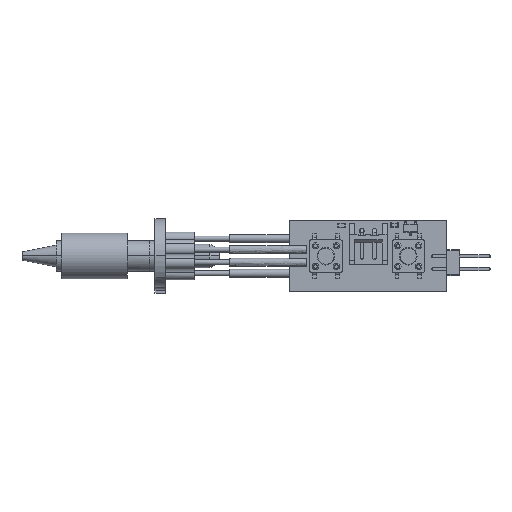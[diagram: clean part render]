
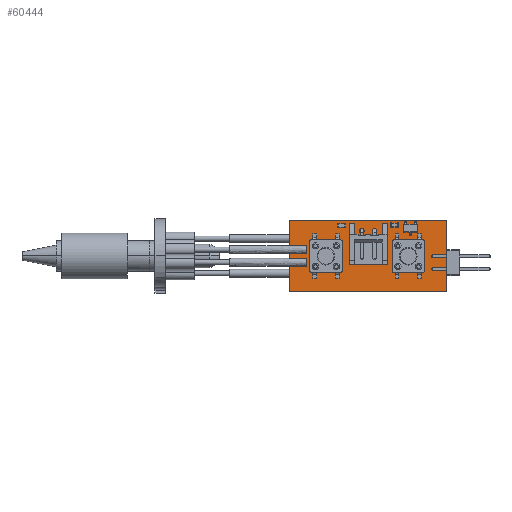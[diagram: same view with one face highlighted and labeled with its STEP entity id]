
A CAD part, top view. The second image highlights one B-rep face of the part: STEP entity #60444.
In plain terms, the highlighted planar face has unit normal (0, 0, 1).
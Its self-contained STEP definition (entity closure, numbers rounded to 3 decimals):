
#60095 = VERTEX_POINT('',#60096);
#60096 = CARTESIAN_POINT('',(0.,0.,1.6));
#60103 = PLANE('',#60104);
#60104 = AXIS2_PLACEMENT_3D('',#60105,#60106,#60107);
#60105 = CARTESIAN_POINT('',(0.,0.,0.));
#60106 = DIRECTION('',(0.,1.,0.));
#60107 = DIRECTION('',(1.,0.,0.));
#60115 = PLANE('',#60116);
#60116 = AXIS2_PLACEMENT_3D('',#60117,#60118,#60119);
#60117 = CARTESIAN_POINT('',(0.,14.1,0.));
#60118 = DIRECTION('',(1.,0.,0.));
#60119 = DIRECTION('',(0.,-1.,0.));
#60127 = EDGE_CURVE('',#60095,#60128,#60130,.T.);
#60128 = VERTEX_POINT('',#60129);
#60129 = CARTESIAN_POINT('',(31.,0.,1.6));
#60130 = SURFACE_CURVE('',#60131,(#60135,#60142),.PCURVE_S1.);
#60131 = LINE('',#60132,#60133);
#60132 = CARTESIAN_POINT('',(0.,0.,1.6));
#60133 = VECTOR('',#60134,1.);
#60134 = DIRECTION('',(1.,0.,0.));
#60135 = PCURVE('',#60103,#60136);
#60136 = DEFINITIONAL_REPRESENTATION('',(#60137),#60141);
#60137 = LINE('',#60138,#60139);
#60138 = CARTESIAN_POINT('',(0.,-1.6));
#60139 = VECTOR('',#60140,1.);
#60140 = DIRECTION('',(1.,0.));
#60141 = ( GEOMETRIC_REPRESENTATION_CONTEXT(2) 
PARAMETRIC_REPRESENTATION_CONTEXT() REPRESENTATION_CONTEXT('2D SPACE',''
  ) );
#60142 = PCURVE('',#60143,#60148);
#60143 = PLANE('',#60144);
#60144 = AXIS2_PLACEMENT_3D('',#60145,#60146,#60147);
#60145 = CARTESIAN_POINT('',(15.5,7.05,1.6));
#60146 = DIRECTION('',(0.,0.,1.));
#60147 = DIRECTION('',(1.,0.,0.));
#60148 = DEFINITIONAL_REPRESENTATION('',(#60149),#60153);
#60149 = LINE('',#60150,#60151);
#60150 = CARTESIAN_POINT('',(-15.5,-7.05));
#60151 = VECTOR('',#60152,1.);
#60152 = DIRECTION('',(1.,0.));
#60153 = ( GEOMETRIC_REPRESENTATION_CONTEXT(2) 
PARAMETRIC_REPRESENTATION_CONTEXT() REPRESENTATION_CONTEXT('2D SPACE',''
  ) );
#60171 = PLANE('',#60172);
#60172 = AXIS2_PLACEMENT_3D('',#60173,#60174,#60175);
#60173 = CARTESIAN_POINT('',(31.,0.,0.));
#60174 = DIRECTION('',(-1.,0.,0.));
#60175 = DIRECTION('',(0.,1.,0.));
#60215 = VERTEX_POINT('',#60216);
#60216 = CARTESIAN_POINT('',(0.,14.1,1.6));
#60230 = PLANE('',#60231);
#60231 = AXIS2_PLACEMENT_3D('',#60232,#60233,#60234);
#60232 = CARTESIAN_POINT('',(31.,14.1,0.));
#60233 = DIRECTION('',(0.,-1.,0.));
#60234 = DIRECTION('',(-1.,0.,0.));
#60242 = EDGE_CURVE('',#60215,#60095,#60243,.T.);
#60243 = SURFACE_CURVE('',#60244,(#60248,#60255),.PCURVE_S1.);
#60244 = LINE('',#60245,#60246);
#60245 = CARTESIAN_POINT('',(0.,14.1,1.6));
#60246 = VECTOR('',#60247,1.);
#60247 = DIRECTION('',(0.,-1.,0.));
#60248 = PCURVE('',#60115,#60249);
#60249 = DEFINITIONAL_REPRESENTATION('',(#60250),#60254);
#60250 = LINE('',#60251,#60252);
#60251 = CARTESIAN_POINT('',(0.,-1.6));
#60252 = VECTOR('',#60253,1.);
#60253 = DIRECTION('',(1.,0.));
#60254 = ( GEOMETRIC_REPRESENTATION_CONTEXT(2) 
PARAMETRIC_REPRESENTATION_CONTEXT() REPRESENTATION_CONTEXT('2D SPACE',''
  ) );
#60255 = PCURVE('',#60143,#60256);
#60256 = DEFINITIONAL_REPRESENTATION('',(#60257),#60261);
#60257 = LINE('',#60258,#60259);
#60258 = CARTESIAN_POINT('',(-15.5,7.05));
#60259 = VECTOR('',#60260,1.);
#60260 = DIRECTION('',(0.,-1.));
#60261 = ( GEOMETRIC_REPRESENTATION_CONTEXT(2) 
PARAMETRIC_REPRESENTATION_CONTEXT() REPRESENTATION_CONTEXT('2D SPACE',''
  ) );
#60289 = EDGE_CURVE('',#60128,#60290,#60292,.T.);
#60290 = VERTEX_POINT('',#60291);
#60291 = CARTESIAN_POINT('',(31.,14.1,1.6));
#60292 = SURFACE_CURVE('',#60293,(#60297,#60304),.PCURVE_S1.);
#60293 = LINE('',#60294,#60295);
#60294 = CARTESIAN_POINT('',(31.,0.,1.6));
#60295 = VECTOR('',#60296,1.);
#60296 = DIRECTION('',(0.,1.,0.));
#60297 = PCURVE('',#60171,#60298);
#60298 = DEFINITIONAL_REPRESENTATION('',(#60299),#60303);
#60299 = LINE('',#60300,#60301);
#60300 = CARTESIAN_POINT('',(0.,-1.6));
#60301 = VECTOR('',#60302,1.);
#60302 = DIRECTION('',(1.,0.));
#60303 = ( GEOMETRIC_REPRESENTATION_CONTEXT(2) 
PARAMETRIC_REPRESENTATION_CONTEXT() REPRESENTATION_CONTEXT('2D SPACE',''
  ) );
#60304 = PCURVE('',#60143,#60305);
#60305 = DEFINITIONAL_REPRESENTATION('',(#60306),#60310);
#60306 = LINE('',#60307,#60308);
#60307 = CARTESIAN_POINT('',(15.5,-7.05));
#60308 = VECTOR('',#60309,1.);
#60309 = DIRECTION('',(0.,1.));
#60310 = ( GEOMETRIC_REPRESENTATION_CONTEXT(2) 
PARAMETRIC_REPRESENTATION_CONTEXT() REPRESENTATION_CONTEXT('2D SPACE',''
  ) );
#60402 = CYLINDRICAL_SURFACE('',#60403,0.45);
#60403 = AXIS2_PLACEMENT_3D('',#60404,#60405,#60406);
#60404 = CARTESIAN_POINT('',(16.7,12.05,-0.8));
#60405 = DIRECTION('',(0.,0.,1.));
#60406 = DIRECTION('',(1.,0.,0.));
#60433 = CYLINDRICAL_SURFACE('',#60434,0.45);
#60434 = AXIS2_PLACEMENT_3D('',#60435,#60436,#60437);
#60435 = CARTESIAN_POINT('',(14.2,12.05,-0.8));
#60436 = DIRECTION('',(0.,0.,1.));
#60437 = DIRECTION('',(1.,0.,0.));
#60444 = ADVANCED_FACE('',(#60445,#60471,#60497),#60143,.T.);
#60445 = FACE_BOUND('',#60446,.T.);
#60446 = EDGE_LOOP('',(#60447,#60448,#60449,#60470));
#60447 = ORIENTED_EDGE('',*,*,#60127,.T.);
#60448 = ORIENTED_EDGE('',*,*,#60289,.T.);
#60449 = ORIENTED_EDGE('',*,*,#60450,.T.);
#60450 = EDGE_CURVE('',#60290,#60215,#60451,.T.);
#60451 = SURFACE_CURVE('',#60452,(#60456,#60463),.PCURVE_S1.);
#60452 = LINE('',#60453,#60454);
#60453 = CARTESIAN_POINT('',(31.,14.1,1.6));
#60454 = VECTOR('',#60455,1.);
#60455 = DIRECTION('',(-1.,0.,0.));
#60456 = PCURVE('',#60143,#60457);
#60457 = DEFINITIONAL_REPRESENTATION('',(#60458),#60462);
#60458 = LINE('',#60459,#60460);
#60459 = CARTESIAN_POINT('',(15.5,7.05));
#60460 = VECTOR('',#60461,1.);
#60461 = DIRECTION('',(-1.,0.));
#60462 = ( GEOMETRIC_REPRESENTATION_CONTEXT(2) 
PARAMETRIC_REPRESENTATION_CONTEXT() REPRESENTATION_CONTEXT('2D SPACE',''
  ) );
#60463 = PCURVE('',#60230,#60464);
#60464 = DEFINITIONAL_REPRESENTATION('',(#60465),#60469);
#60465 = LINE('',#60466,#60467);
#60466 = CARTESIAN_POINT('',(0.,-1.6));
#60467 = VECTOR('',#60468,1.);
#60468 = DIRECTION('',(1.,0.));
#60469 = ( GEOMETRIC_REPRESENTATION_CONTEXT(2) 
PARAMETRIC_REPRESENTATION_CONTEXT() REPRESENTATION_CONTEXT('2D SPACE',''
  ) );
#60470 = ORIENTED_EDGE('',*,*,#60242,.T.);
#60471 = FACE_BOUND('',#60472,.T.);
#60472 = EDGE_LOOP('',(#60473));
#60473 = ORIENTED_EDGE('',*,*,#60474,.F.);
#60474 = EDGE_CURVE('',#60475,#60475,#60477,.T.);
#60475 = VERTEX_POINT('',#60476);
#60476 = CARTESIAN_POINT('',(17.15,12.05,1.6));
#60477 = SURFACE_CURVE('',#60478,(#60483,#60490),.PCURVE_S1.);
#60478 = CIRCLE('',#60479,0.45);
#60479 = AXIS2_PLACEMENT_3D('',#60480,#60481,#60482);
#60480 = CARTESIAN_POINT('',(16.7,12.05,1.6));
#60481 = DIRECTION('',(0.,0.,1.));
#60482 = DIRECTION('',(1.,0.,0.));
#60483 = PCURVE('',#60143,#60484);
#60484 = DEFINITIONAL_REPRESENTATION('',(#60485),#60489);
#60485 = CIRCLE('',#60486,0.45);
#60486 = AXIS2_PLACEMENT_2D('',#60487,#60488);
#60487 = CARTESIAN_POINT('',(1.2,5.));
#60488 = DIRECTION('',(1.,0.));
#60489 = ( GEOMETRIC_REPRESENTATION_CONTEXT(2) 
PARAMETRIC_REPRESENTATION_CONTEXT() REPRESENTATION_CONTEXT('2D SPACE',''
  ) );
#60490 = PCURVE('',#60402,#60491);
#60491 = DEFINITIONAL_REPRESENTATION('',(#60492),#60496);
#60492 = LINE('',#60493,#60494);
#60493 = CARTESIAN_POINT('',(0.,2.4));
#60494 = VECTOR('',#60495,1.);
#60495 = DIRECTION('',(1.,0.));
#60496 = ( GEOMETRIC_REPRESENTATION_CONTEXT(2) 
PARAMETRIC_REPRESENTATION_CONTEXT() REPRESENTATION_CONTEXT('2D SPACE',''
  ) );
#60497 = FACE_BOUND('',#60498,.T.);
#60498 = EDGE_LOOP('',(#60499));
#60499 = ORIENTED_EDGE('',*,*,#60500,.F.);
#60500 = EDGE_CURVE('',#60501,#60501,#60503,.T.);
#60501 = VERTEX_POINT('',#60502);
#60502 = CARTESIAN_POINT('',(14.65,12.05,1.6));
#60503 = SURFACE_CURVE('',#60504,(#60509,#60516),.PCURVE_S1.);
#60504 = CIRCLE('',#60505,0.45);
#60505 = AXIS2_PLACEMENT_3D('',#60506,#60507,#60508);
#60506 = CARTESIAN_POINT('',(14.2,12.05,1.6));
#60507 = DIRECTION('',(0.,0.,1.));
#60508 = DIRECTION('',(1.,0.,0.));
#60509 = PCURVE('',#60143,#60510);
#60510 = DEFINITIONAL_REPRESENTATION('',(#60511),#60515);
#60511 = CIRCLE('',#60512,0.45);
#60512 = AXIS2_PLACEMENT_2D('',#60513,#60514);
#60513 = CARTESIAN_POINT('',(-1.3,5.));
#60514 = DIRECTION('',(1.,0.));
#60515 = ( GEOMETRIC_REPRESENTATION_CONTEXT(2) 
PARAMETRIC_REPRESENTATION_CONTEXT() REPRESENTATION_CONTEXT('2D SPACE',''
  ) );
#60516 = PCURVE('',#60433,#60517);
#60517 = DEFINITIONAL_REPRESENTATION('',(#60518),#60522);
#60518 = LINE('',#60519,#60520);
#60519 = CARTESIAN_POINT('',(0.,2.4));
#60520 = VECTOR('',#60521,1.);
#60521 = DIRECTION('',(1.,0.));
#60522 = ( GEOMETRIC_REPRESENTATION_CONTEXT(2) 
PARAMETRIC_REPRESENTATION_CONTEXT() REPRESENTATION_CONTEXT('2D SPACE',''
  ) );
